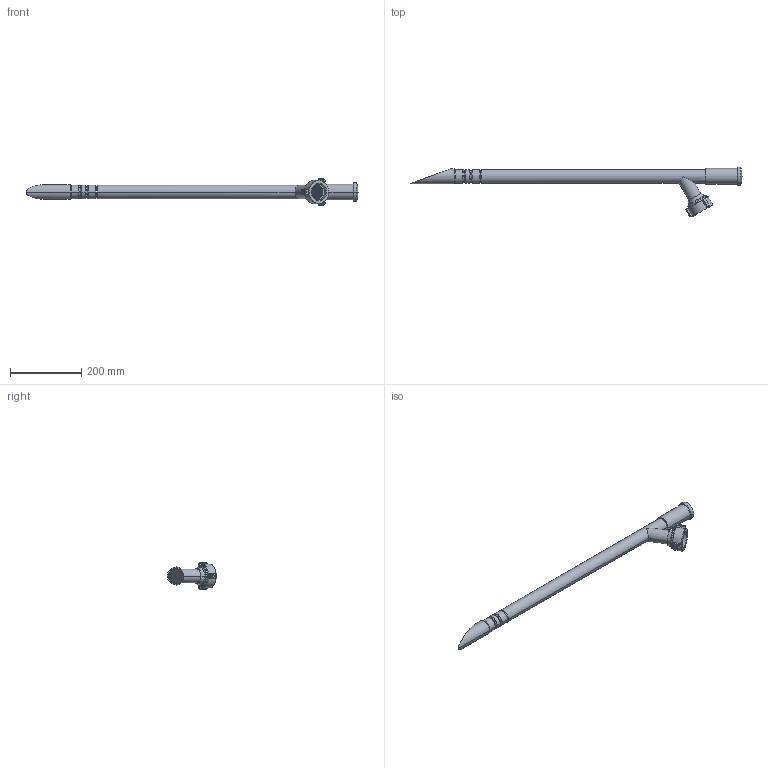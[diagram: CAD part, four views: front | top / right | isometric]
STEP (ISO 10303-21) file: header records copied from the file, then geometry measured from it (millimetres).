
FILE_DESCRIPTION((''),'2;1');
FILE_NAME('10880001_11','2016-03-14T',('sobri'),(''),'CREO PARAMETRIC BY PTC INC, 2015290','CREO PARAMETRIC BY PTC INC, 2015290','');
FILE_SCHEMA(('CONFIG_CONTROL_DESIGN'));
Length unit declared in the file: inch
Products named in the file (1): 10880001_11
Bounding box: 929.26 x 138.39 x 73.51 mm (x, y, z)
Surface area: 147825.3 mm2 (no closed solid volume)
Topology: 0 solids, 16 shells, 356 faces, 2634 edges, 2287 vertices
Faces by surface type: cylinder 282, cone 33, plane 26, torus 13, sphere 2
Entity records: 28161 total; most frequent: CARTESIAN_POINT 9597, ORIENTED_EDGE 3195, DIRECTION 3126, EDGE_CURVE 2632, VERTEX_POINT 2287, VECTOR 1886, LINE 1886, EDGE_LOOP 709
